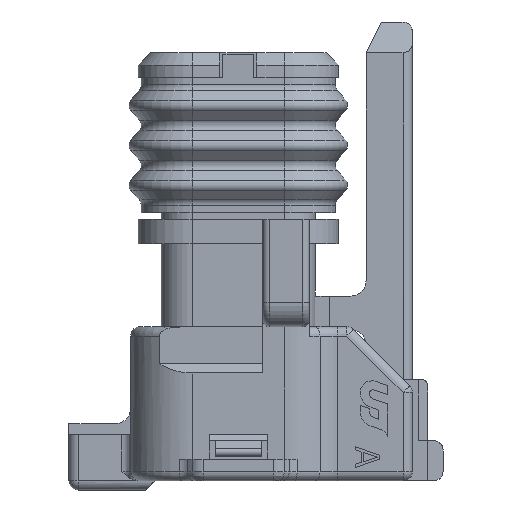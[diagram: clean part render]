
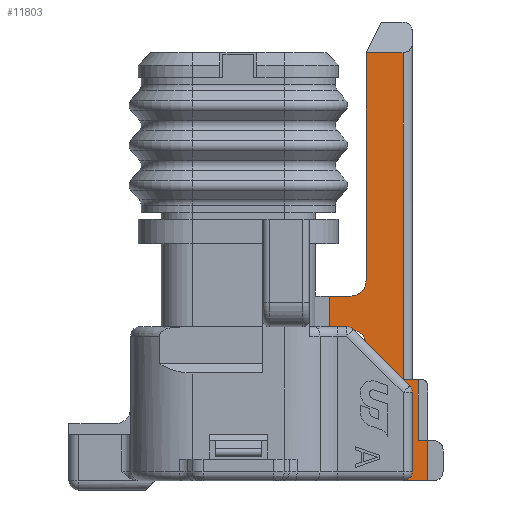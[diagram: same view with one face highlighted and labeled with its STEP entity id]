
A CAD part, front view. The second image highlights one B-rep face of the part: STEP entity #11803.
In plain terms, the highlighted planar face has unit normal (0, -1, 0).
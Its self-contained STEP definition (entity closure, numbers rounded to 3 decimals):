
#339=DIRECTION('',(-1.,0.,0.));
#340=VECTOR('',#339,0.25);
#341=CARTESIAN_POINT('',(3.2,-2.75,-8.9));
#342=LINE('',#341,#340);
#2923=CARTESIAN_POINT('',(3.5,-2.75,-9.3));
#2924=DIRECTION('',(0.,1.,0.));
#2925=DIRECTION('',(-1.,0.,0.));
#2926=AXIS2_PLACEMENT_3D('',#2923,#2924,#2925);
#2933=DIRECTION('',(-1.,0.,0.));
#2934=VECTOR('',#2933,0.156);
#2935=CARTESIAN_POINT('',(3.656,-2.75,-9.));
#2936=LINE('',#2935,#2934);
#2937=DIRECTION('',(0.,0.,1.));
#2938=VECTOR('',#2937,0.4);
#2939=CARTESIAN_POINT('',(3.2,-2.75,-9.3));
#2940=LINE('',#2939,#2938);
#2941=DIRECTION('',(0.,0.,-1.));
#2942=VECTOR('',#2941,1.);
#2943=CARTESIAN_POINT('',(2.95,-2.75,-7.9));
#2944=LINE('',#2943,#2942);
#2945=DIRECTION('',(-1.,0.,0.));
#2946=VECTOR('',#2945,0.7);
#2947=CARTESIAN_POINT('',(3.65,-2.75,-7.9));
#2948=LINE('',#2947,#2946);
#2949=DIRECTION('',(0.,0.,-1.));
#2950=VECTOR('',#2949,7.4);
#2951=CARTESIAN_POINT('',(4.15,-2.75,0.));
#2952=LINE('',#2951,#2950);
#2953=DIRECTION('',(1.,0.,0.));
#2954=VECTOR('',#2953,1.2);
#2955=CARTESIAN_POINT('',(4.15,-2.75,0.));
#2956=LINE('',#2955,#2954);
#2957=DIRECTION('',(0.,0.,1.));
#2958=VECTOR('',#2957,10.62);
#2959=CARTESIAN_POINT('',(5.35,-2.75,-10.62));
#2960=LINE('',#2959,#2958);
#2961=DIRECTION('',(0.,0.,1.));
#2962=VECTOR('',#2961,1.98);
#2963=CARTESIAN_POINT('',(5.85,-2.75,-12.6));
#2964=LINE('',#2963,#2962);
#2965=DIRECTION('',(1.,0.,0.));
#2966=VECTOR('',#2965,0.3);
#2967=CARTESIAN_POINT('',(5.85,-2.75,-12.6));
#2968=LINE('',#2967,#2966);
#2969=DIRECTION('',(0.,0.,1.));
#2970=VECTOR('',#2969,1.3);
#2971=CARTESIAN_POINT('',(6.15,-2.75,-13.9));
#2972=LINE('',#2971,#2970);
#2973=DIRECTION('',(1.,0.,0.));
#2974=VECTOR('',#2973,1.05);
#2975=CARTESIAN_POINT('',(5.1,-2.75,-13.9));
#2976=LINE('',#2975,#2974);
#2977=DIRECTION('',(-0.352,0.,0.936));
#2978=VECTOR('',#2977,0.719);
#2979=CARTESIAN_POINT('',(5.1,-2.75,-13.9));
#2980=LINE('',#2979,#2978);
#2981=CARTESIAN_POINT('',(14.205,-2.75,-9.702));
#2982=DIRECTION('',(0.,-1.,0.));
#2983=DIRECTION('',(-0.997,0.,-0.078));
#2984=AXIS2_PLACEMENT_3D('',#2981,#2982,#2983);
#2986=CARTESIAN_POINT('',(3.656,-2.75,-9.5));
#2987=DIRECTION('',(0.,-1.,0.));
#2988=DIRECTION('',(0.997,0.,0.078));
#2989=AXIS2_PLACEMENT_3D('',#2986,#2987,#2988);
#3125=DIRECTION('',(0.078,0.,-0.997));
#3126=VECTOR('',#3125,1.029);
#3127=CARTESIAN_POINT('',(4.155,-2.75,-9.461));
#3128=LINE('',#3127,#3126);
#3277=DIRECTION('',(-1.,0.,0.));
#3278=VECTOR('',#3277,0.5);
#3279=CARTESIAN_POINT('',(5.85,-2.75,-10.62));
#3280=LINE('',#3279,#3278);
#3316=CARTESIAN_POINT('',(5.35,-2.75,0.));
#3394=CARTESIAN_POINT('',(3.65,-2.75,-7.4));
#3395=DIRECTION('',(0.,1.,0.));
#3396=DIRECTION('',(1.,0.,0.));
#3397=AXIS2_PLACEMENT_3D('',#3394,#3395,#3396);
#6268=CARTESIAN_POINT('',(4.15,-2.75,-7.4));
#6270=VERTEX_POINT('',#6268);
#6272=CARTESIAN_POINT('',(3.65,-2.75,-7.9));
#6274=VERTEX_POINT('',#6272);
#6284=CARTESIAN_POINT('',(2.95,-2.75,-7.9));
#6285=VERTEX_POINT('',#6284);
#6292=CARTESIAN_POINT('',(4.15,-2.75,0.));
#6294=VERTEX_POINT('',#6292);
#6486=CARTESIAN_POINT('',(3.2,-2.75,-8.9));
#6487=CARTESIAN_POINT('',(2.95,-2.75,-8.9));
#6488=VERTEX_POINT('',#6486);
#6489=VERTEX_POINT('',#6487);
#6542=CARTESIAN_POINT('',(5.85,-2.75,-10.62));
#6543=VERTEX_POINT('',#6542);
#6788=CARTESIAN_POINT('',(3.2,-2.75,-9.3));
#6789=VERTEX_POINT('',#6788);
#7427=CARTESIAN_POINT('',(5.1,-2.75,-13.9));
#7429=VERTEX_POINT('',#7427);
#7430=CARTESIAN_POINT('',(4.236,-2.75,-10.487));
#7431=CARTESIAN_POINT('',(4.846,-2.75,-13.227));
#7432=VERTEX_POINT('',#7430);
#7433=VERTEX_POINT('',#7431);
#7450=VERTEX_POINT('',#3316);
#7454=CARTESIAN_POINT('',(5.35,-2.75,-10.62));
#7455=VERTEX_POINT('',#7454);
#7467=CARTESIAN_POINT('',(4.155,-2.75,-9.461));
#7468=CARTESIAN_POINT('',(3.656,-2.75,-9.));
#7469=VERTEX_POINT('',#7467);
#7470=VERTEX_POINT('',#7468);
#7479=CARTESIAN_POINT('',(3.5,-2.75,-9.));
#7481=VERTEX_POINT('',#7479);
#7487=CARTESIAN_POINT('',(5.85,-2.75,-12.6));
#7488=VERTEX_POINT('',#7487);
#7491=CARTESIAN_POINT('',(6.15,-2.75,-12.6));
#7492=VERTEX_POINT('',#7491);
#7497=CARTESIAN_POINT('',(6.15,-2.75,-13.9));
#7498=VERTEX_POINT('',#7497);
#11762=CARTESIAN_POINT('',(2.95,-2.75,-13.9));
#11763=DIRECTION('',(0.,-1.,0.));
#11764=DIRECTION('',(0.,0.,-1.));
#11765=AXIS2_PLACEMENT_3D('',#11762,#11763,#11764);
#11766=PLANE('',#11765);
#11767=ORIENTED_EDGE('',*,*,#11724,.T.);
#11768=ORIENTED_EDGE('',*,*,#11754,.F.);
#11769=ORIENTED_EDGE('',*,*,#11675,.T.);
#11770=ORIENTED_EDGE('',*,*,#8349,.T.);
#11772=ORIENTED_EDGE('',*,*,#11771,.F.);
#11774=ORIENTED_EDGE('',*,*,#11773,.F.);
#11776=ORIENTED_EDGE('',*,*,#11775,.F.);
#11778=ORIENTED_EDGE('',*,*,#11777,.F.);
#11780=ORIENTED_EDGE('',*,*,#11779,.T.);
#11782=ORIENTED_EDGE('',*,*,#11781,.F.);
#11784=ORIENTED_EDGE('',*,*,#11783,.F.);
#11786=ORIENTED_EDGE('',*,*,#11785,.F.);
#11788=ORIENTED_EDGE('',*,*,#11787,.T.);
#11790=ORIENTED_EDGE('',*,*,#11789,.F.);
#11792=ORIENTED_EDGE('',*,*,#11791,.F.);
#11794=ORIENTED_EDGE('',*,*,#11793,.T.);
#11796=ORIENTED_EDGE('',*,*,#11795,.F.);
#11798=ORIENTED_EDGE('',*,*,#11797,.F.);
#11800=ORIENTED_EDGE('',*,*,#11799,.T.);
#11801=EDGE_LOOP('',(#11767,#11768,#11769,#11770,#11772,#11774,#11776,#11778,
#11780,#11782,#11784,#11786,#11788,#11790,#11792,#11794,#11796,#11798,#11800));
#11802=FACE_OUTER_BOUND('',#11801,.F.);
#11803=ADVANCED_FACE('',(#11802),#11766,.T.);
#2927=CIRCLE('',#2926,0.3);
#2985=CIRCLE('',#2984,10.);
#2990=CIRCLE('',#2989,0.5);
#3398=CIRCLE('',#3397,0.5);
#8349=EDGE_CURVE('',#6488,#6489,#342,.T.);
#11675=EDGE_CURVE('',#6789,#6488,#2940,.T.);
#11724=EDGE_CURVE('',#7470,#7481,#2936,.T.);
#11754=EDGE_CURVE('',#6789,#7481,#2927,.T.);
#11771=EDGE_CURVE('',#6285,#6489,#2944,.T.);
#11773=EDGE_CURVE('',#6274,#6285,#2948,.T.);
#11775=EDGE_CURVE('',#6270,#6274,#3398,.T.);
#11777=EDGE_CURVE('',#6294,#6270,#2952,.T.);
#11779=EDGE_CURVE('',#6294,#7450,#2956,.T.);
#11781=EDGE_CURVE('',#7455,#7450,#2960,.T.);
#11783=EDGE_CURVE('',#6543,#7455,#3280,.T.);
#11785=EDGE_CURVE('',#7488,#6543,#2964,.T.);
#11787=EDGE_CURVE('',#7488,#7492,#2968,.T.);
#11789=EDGE_CURVE('',#7498,#7492,#2972,.T.);
#11791=EDGE_CURVE('',#7429,#7498,#2976,.T.);
#11793=EDGE_CURVE('',#7429,#7433,#2980,.T.);
#11795=EDGE_CURVE('',#7432,#7433,#2985,.T.);
#11797=EDGE_CURVE('',#7469,#7432,#3128,.T.);
#11799=EDGE_CURVE('',#7469,#7470,#2990,.T.);
